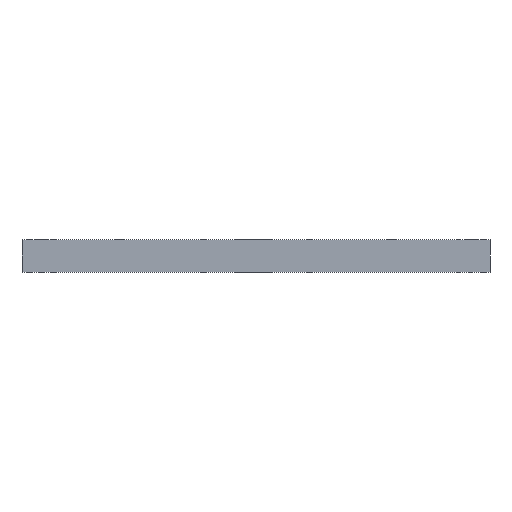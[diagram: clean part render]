
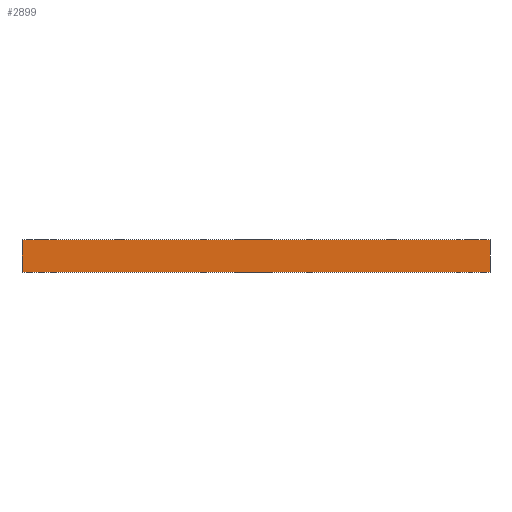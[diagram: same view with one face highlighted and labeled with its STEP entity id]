
A CAD part, left-side view. The second image highlights one B-rep face of the part: STEP entity #2899.
In plain terms, the highlighted face is planar.
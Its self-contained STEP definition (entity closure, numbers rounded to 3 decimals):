
#2785=CARTESIAN_POINT('Line Origine',(12.5,181.5,0.)) ;
#2789=CARTESIAN_POINT('Vertex',(12.5,181.5,-12.5)) ;
#2791=CARTESIAN_POINT('Vertex',(12.5,181.5,12.5)) ;
#2869=CARTESIAN_POINT('Axis2P3D Location',(12.5,181.5,-12.5)) ;
#2874=CARTESIAN_POINT('Line Origine',(12.5,0.,-12.5)) ;
#2878=CARTESIAN_POINT('Vertex',(12.5,-181.5,-12.5)) ;
#2881=CARTESIAN_POINT('Line Origine',(12.5,0.,12.5)) ;
#2885=CARTESIAN_POINT('Vertex',(12.5,-181.5,12.5)) ;
#2888=CARTESIAN_POINT('Line Origine',(12.5,-181.5,0.)) ;
#2786=DIRECTION('Vector Direction',(0.,0.,1.)) ;
#2870=DIRECTION('Axis2P3D Direction',(1.,0.,-0.)) ;
#2871=DIRECTION('Axis2P3D XDirection',(0.,0.,1.)) ;
#2875=DIRECTION('Vector Direction',(0.,-1.,0.)) ;
#2882=DIRECTION('Vector Direction',(0.,-1.,0.)) ;
#2889=DIRECTION('Vector Direction',(0.,0.,1.)) ;
#2872=AXIS2_PLACEMENT_3D('Plane Axis2P3D',#2869,#2870,#2871) ;
#2894=ORIENTED_EDGE('',*,*,#2880,.F.) ;
#2895=ORIENTED_EDGE('',*,*,#2793,.T.) ;
#2896=ORIENTED_EDGE('',*,*,#2887,.T.) ;
#2897=ORIENTED_EDGE('',*,*,#2892,.F.) ;
#2787=VECTOR('Line Direction',#2786,1.) ;
#2876=VECTOR('Line Direction',#2875,1.) ;
#2883=VECTOR('Line Direction',#2882,1.) ;
#2890=VECTOR('Line Direction',#2889,1.) ;
#2899=ADVANCED_FACE('PartBody',(#2898),#2873,.T.) ;
#2793=EDGE_CURVE('',#2790,#2792,#2788,.T.) ;
#2880=EDGE_CURVE('',#2790,#2879,#2877,.T.) ;
#2887=EDGE_CURVE('',#2792,#2886,#2884,.T.) ;
#2892=EDGE_CURVE('',#2879,#2886,#2891,.T.) ;
#2893=EDGE_LOOP('',(#2894,#2895,#2896,#2897)) ;
#2898=FACE_OUTER_BOUND('',#2893,.T.) ;
#2788=LINE('Line',#2785,#2787) ;
#2877=LINE('Line',#2874,#2876) ;
#2884=LINE('Line',#2881,#2883) ;
#2891=LINE('Line',#2888,#2890) ;
#2873=PLANE('',#2872) ;
#2790=VERTEX_POINT('',#2789) ;
#2792=VERTEX_POINT('',#2791) ;
#2879=VERTEX_POINT('',#2878) ;
#2886=VERTEX_POINT('',#2885) ;
